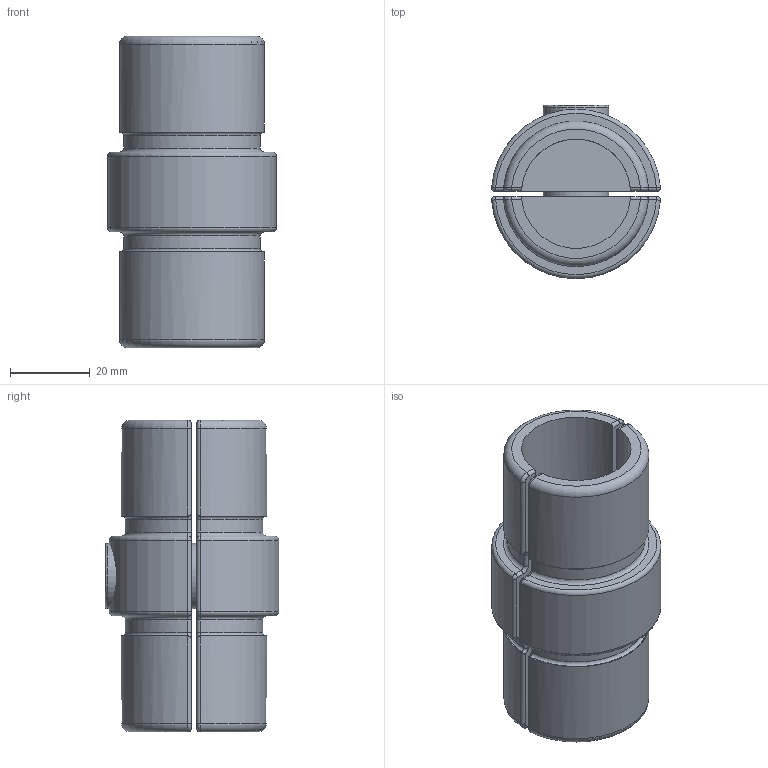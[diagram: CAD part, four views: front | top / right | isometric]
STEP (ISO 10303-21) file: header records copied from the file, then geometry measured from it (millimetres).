
FILE_DESCRIPTION (( 'STEP AP203' ), '1' );
FILE_NAME ('150-C42.STEP', '2021-12-06T13:49:45', ( '' ), ( '' ), 'SwSTEP 2.0', 'SolidWorks 2018', '' );
FILE_SCHEMA (( 'CONFIG_CONTROL_DESIGN' ));
Length unit declared in the file: millimetre
Products named in the file (7): 150-C42 Teil2; 150-C42 Teil3; 150-C42 Teil1; 150-C42
Assembly tree (3 placements, depth 2):
  150-C42 Teil3
  150-C42 Teil2
  150-C42
    150-C42 Teil2
    150-C42 Teil1
    150-C42 Teil3
  150-C42 Teil1
Bounding box: 42.29 x 43.4 x 78 mm (x, y, z)
Volume: 49871.5 mm3; surface area: 22385.3 mm2
Topology: 3 solids, 3 shells, 265 faces, 634 edges, 363 vertices
Faces by surface type: cylinder 122, plane 54, bspline 44, torus 28, sphere 16, cone 1
Full cylindrical faces by diameter (mm): 15.25 x1, 16.5 x1
Entity records: 11755 total; most frequent: CARTESIAN_POINT 5490, ORIENTED_EDGE 1218, DIRECTION 1134, EDGE_CURVE 609, AXIS2_PLACEMENT_3D 454, VERTEX_POINT 361, EDGE_LOOP 280, FACE_OUTER_BOUND 271
